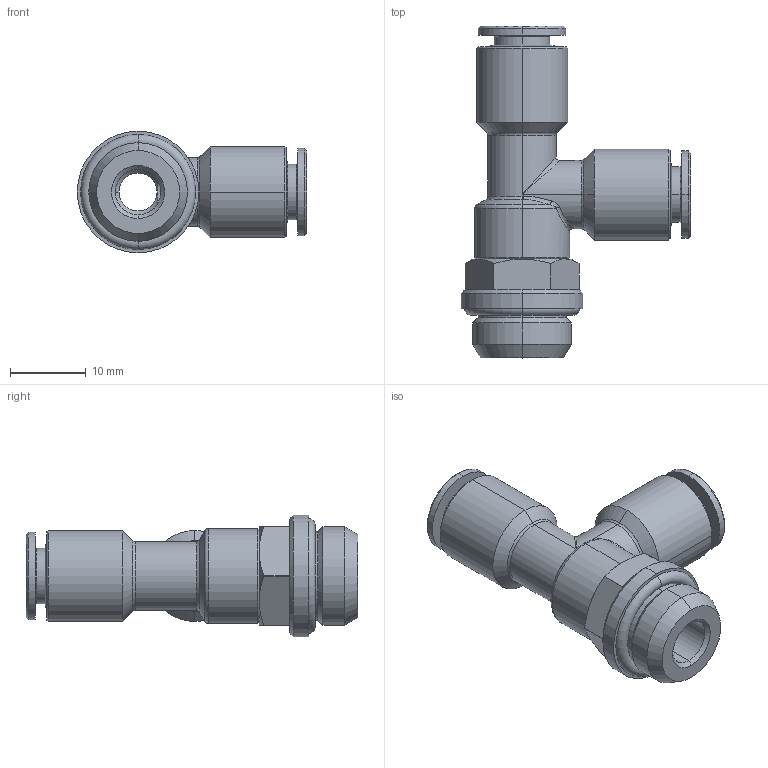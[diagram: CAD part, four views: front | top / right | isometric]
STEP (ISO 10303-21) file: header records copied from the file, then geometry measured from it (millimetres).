
FILE_DESCRIPTION (( 'STEP AP203' ), '1' );
FILE_NAME ('A0140032.STEP', '2009-11-27T14:48:53', ( 'Gabriele' ), ( 'C.Matic srl' ), 'SwSTEP 2.0', 'SolidWorks 2009', '' );
FILE_SCHEMA (( 'CONFIG_CONTROL_DESIGN' ));
Length unit declared in the file: millimetre
Products named in the file (1): A0140032
Bounding box: 30.2 x 43.7 x 16 mm (x, y, z)
Volume: 4749.3 mm3; surface area: 4052.6 mm2
Topology: 1 solids, 1 shells, 135 faces, 295 edges, 164 vertices
Faces by surface type: cone 47, cylinder 42, plane 22, torus 12, bspline 8, sphere 4
Entity records: 4632 total; most frequent: CARTESIAN_POINT 1605, DIRECTION 678, ORIENTED_EDGE 582, AXIS2_PLACEMENT_3D 292, EDGE_CURVE 291, VERTEX_POINT 164, CIRCLE 164, EDGE_LOOP 145
